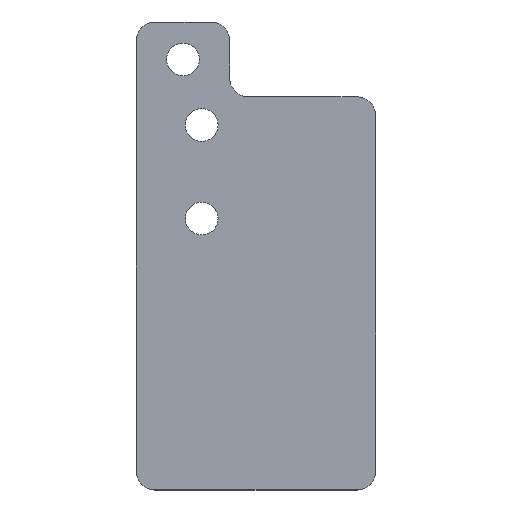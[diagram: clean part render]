
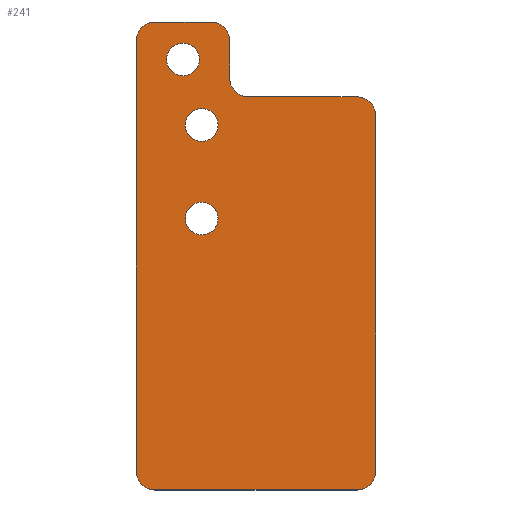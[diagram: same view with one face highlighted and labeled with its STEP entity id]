
A CAD part, top view. The second image highlights one B-rep face of the part: STEP entity #241.
In plain terms, the highlighted planar face has unit normal (0, 0, 1).
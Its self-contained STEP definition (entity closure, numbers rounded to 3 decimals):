
#32 = VERTEX_POINT('',#33);
#33 = CARTESIAN_POINT('',(-636.,-95.55,-10.9));
#39 = EDGE_CURVE('',#32,#40,#42,.T.);
#40 = VERTEX_POINT('',#41);
#41 = CARTESIAN_POINT('',(-636.,-133.55,-10.9));
#42 = LINE('',#43,#44);
#43 = CARTESIAN_POINT('',(-636.,-93.55,-10.9));
#44 = VECTOR('',#45,1.);
#45 = DIRECTION('',(0.,-1.,0.));
#197 = VERTEX_POINT('',#198);
#198 = CARTESIAN_POINT('',(-638.,-93.55,-10.9));
#204 = EDGE_CURVE('',#32,#197,#205,.T.);
#205 = CIRCLE('',#206,2.);
#206 = AXIS2_PLACEMENT_3D('',#207,#208,#209);
#207 = CARTESIAN_POINT('',(-638.,-95.55,-10.9));
#208 = DIRECTION('',(0.,0.,1.));
#209 = DIRECTION('',(1.,0.,0.));
#222 = VERTEX_POINT('',#223);
#223 = CARTESIAN_POINT('',(-638.,-135.55,-10.9));
#229 = EDGE_CURVE('',#40,#222,#230,.T.);
#230 = CIRCLE('',#231,2.);
#231 = AXIS2_PLACEMENT_3D('',#232,#233,#234);
#232 = CARTESIAN_POINT('',(-638.,-133.55,-10.9));
#233 = DIRECTION('',(0.,0.,-1.));
#234 = DIRECTION('',(1.,0.,0.));
#241 = ADVANCED_FACE('',(#242,#321,#332,#343),#354,.F.);
#242 = FACE_BOUND('',#243,.F.);
#243 = EDGE_LOOP('',(#244,#245,#246,#254,#263,#271,#280,#288,#297,#305,
    #314,#320));
#244 = ORIENTED_EDGE('',*,*,#39,.T.);
#245 = ORIENTED_EDGE('',*,*,#229,.T.);
#246 = ORIENTED_EDGE('',*,*,#247,.T.);
#247 = EDGE_CURVE('',#222,#248,#250,.T.);
#248 = VERTEX_POINT('',#249);
#249 = CARTESIAN_POINT('',(-659.6,-135.55,-10.9));
#250 = LINE('',#251,#252);
#251 = CARTESIAN_POINT('',(-636.,-135.55,-10.9));
#252 = VECTOR('',#253,1.);
#253 = DIRECTION('',(-1.,0.,0.));
#254 = ORIENTED_EDGE('',*,*,#255,.T.);
#255 = EDGE_CURVE('',#248,#256,#258,.T.);
#256 = VERTEX_POINT('',#257);
#257 = CARTESIAN_POINT('',(-661.6,-133.55,-10.9));
#258 = CIRCLE('',#259,2.);
#259 = AXIS2_PLACEMENT_3D('',#260,#261,#262);
#260 = CARTESIAN_POINT('',(-659.6,-133.55,-10.9));
#261 = DIRECTION('',(0.,0.,-1.));
#262 = DIRECTION('',(1.,0.,0.));
#263 = ORIENTED_EDGE('',*,*,#264,.T.);
#264 = EDGE_CURVE('',#256,#265,#267,.T.);
#265 = VERTEX_POINT('',#266);
#266 = CARTESIAN_POINT('',(-661.6,-87.55,-10.9));
#267 = LINE('',#268,#269);
#268 = CARTESIAN_POINT('',(-661.6,-135.55,-10.9));
#269 = VECTOR('',#270,1.);
#270 = DIRECTION('',(0.,1.,0.));
#271 = ORIENTED_EDGE('',*,*,#272,.T.);
#272 = EDGE_CURVE('',#265,#273,#275,.T.);
#273 = VERTEX_POINT('',#274);
#274 = CARTESIAN_POINT('',(-659.6,-85.55,-10.9));
#275 = CIRCLE('',#276,2.);
#276 = AXIS2_PLACEMENT_3D('',#277,#278,#279);
#277 = CARTESIAN_POINT('',(-659.6,-87.55,-10.9));
#278 = DIRECTION('',(0.,0.,-1.));
#279 = DIRECTION('',(1.,0.,0.));
#280 = ORIENTED_EDGE('',*,*,#281,.T.);
#281 = EDGE_CURVE('',#273,#282,#284,.T.);
#282 = VERTEX_POINT('',#283);
#283 = CARTESIAN_POINT('',(-653.6,-85.55,-10.9));
#284 = LINE('',#285,#286);
#285 = CARTESIAN_POINT('',(-661.6,-85.55,-10.9));
#286 = VECTOR('',#287,1.);
#287 = DIRECTION('',(1.,0.,0.));
#288 = ORIENTED_EDGE('',*,*,#289,.T.);
#289 = EDGE_CURVE('',#282,#290,#292,.T.);
#290 = VERTEX_POINT('',#291);
#291 = CARTESIAN_POINT('',(-651.6,-87.55,-10.9));
#292 = CIRCLE('',#293,2.);
#293 = AXIS2_PLACEMENT_3D('',#294,#295,#296);
#294 = CARTESIAN_POINT('',(-653.6,-87.55,-10.9));
#295 = DIRECTION('',(0.,0.,-1.));
#296 = DIRECTION('',(1.,0.,0.));
#297 = ORIENTED_EDGE('',*,*,#298,.T.);
#298 = EDGE_CURVE('',#290,#299,#301,.T.);
#299 = VERTEX_POINT('',#300);
#300 = CARTESIAN_POINT('',(-651.6,-91.55,-10.9));
#301 = LINE('',#302,#303);
#302 = CARTESIAN_POINT('',(-651.6,-85.55,-10.9));
#303 = VECTOR('',#304,1.);
#304 = DIRECTION('',(0.,-1.,0.));
#305 = ORIENTED_EDGE('',*,*,#306,.T.);
#306 = EDGE_CURVE('',#299,#307,#309,.T.);
#307 = VERTEX_POINT('',#308);
#308 = CARTESIAN_POINT('',(-649.6,-93.55,-10.9));
#309 = CIRCLE('',#310,2.);
#310 = AXIS2_PLACEMENT_3D('',#311,#312,#313);
#311 = CARTESIAN_POINT('',(-649.6,-91.55,-10.9));
#312 = DIRECTION('',(0.,0.,1.));
#313 = DIRECTION('',(1.,0.,0.));
#314 = ORIENTED_EDGE('',*,*,#315,.T.);
#315 = EDGE_CURVE('',#307,#197,#316,.T.);
#316 = LINE('',#317,#318);
#317 = CARTESIAN_POINT('',(-651.6,-93.55,-10.9));
#318 = VECTOR('',#319,1.);
#319 = DIRECTION('',(1.,0.,0.));
#320 = ORIENTED_EDGE('',*,*,#204,.F.);
#321 = FACE_BOUND('',#322,.F.);
#322 = EDGE_LOOP('',(#323));
#323 = ORIENTED_EDGE('',*,*,#324,.T.);
#324 = EDGE_CURVE('',#325,#325,#327,.T.);
#325 = VERTEX_POINT('',#326);
#326 = CARTESIAN_POINT('',(-656.6,-91.3,-10.9));
#327 = CIRCLE('',#328,1.75);
#328 = AXIS2_PLACEMENT_3D('',#329,#330,#331);
#329 = CARTESIAN_POINT('',(-656.6,-89.55,-10.9));
#330 = DIRECTION('',(0.,0.,1.));
#331 = DIRECTION('',(0.,-1.,0.));
#332 = FACE_BOUND('',#333,.F.);
#333 = EDGE_LOOP('',(#334));
#334 = ORIENTED_EDGE('',*,*,#335,.T.);
#335 = EDGE_CURVE('',#336,#336,#338,.T.);
#336 = VERTEX_POINT('',#337);
#337 = CARTESIAN_POINT('',(-654.6,-108.3,-10.9));
#338 = CIRCLE('',#339,1.75);
#339 = AXIS2_PLACEMENT_3D('',#340,#341,#342);
#340 = CARTESIAN_POINT('',(-654.6,-106.55,-10.9));
#341 = DIRECTION('',(0.,0.,1.));
#342 = DIRECTION('',(0.,-1.,0.));
#343 = FACE_BOUND('',#344,.F.);
#344 = EDGE_LOOP('',(#345));
#345 = ORIENTED_EDGE('',*,*,#346,.T.);
#346 = EDGE_CURVE('',#347,#347,#349,.T.);
#347 = VERTEX_POINT('',#348);
#348 = CARTESIAN_POINT('',(-654.6,-98.3,-10.9));
#349 = CIRCLE('',#350,1.75);
#350 = AXIS2_PLACEMENT_3D('',#351,#352,#353);
#351 = CARTESIAN_POINT('',(-654.6,-96.55,-10.9));
#352 = DIRECTION('',(0.,0.,1.));
#353 = DIRECTION('',(0.,-1.,0.));
#354 = PLANE('',#355);
#355 = AXIS2_PLACEMENT_3D('',#356,#357,#358);
#356 = CARTESIAN_POINT('',(-649.625,-111.375,-10.9));
#357 = DIRECTION('',(0.,0.,-1.));
#358 = DIRECTION('',(-1.,0.,0.));
